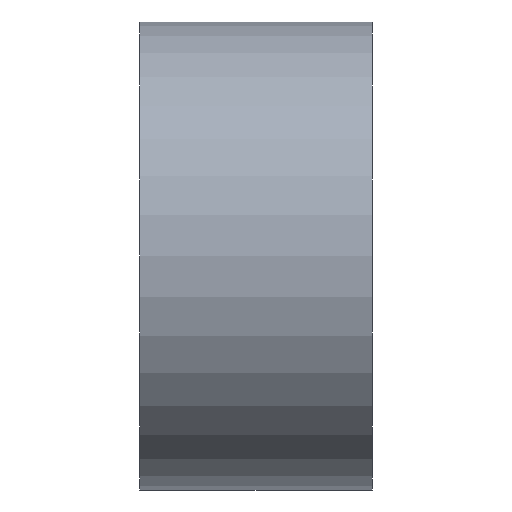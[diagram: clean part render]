
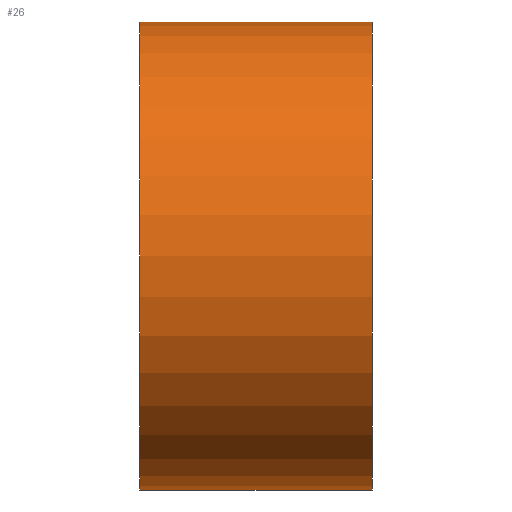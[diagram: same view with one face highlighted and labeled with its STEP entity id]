
A CAD part, front view. The second image highlights one B-rep face of the part: STEP entity #26.
In plain terms, the highlighted cylindrical face has radius 2 mm (diameter 4 mm), a partial arc.
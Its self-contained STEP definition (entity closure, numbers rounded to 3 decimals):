
#6 = VERTEX_POINT ( 'NONE', #49 ) ;
#9 = VERTEX_POINT ( 'NONE', #87 ) ;
#10 = CARTESIAN_POINT ( 'NONE',  ( 10.612, 6.522, 2. ) ) ;
#11 = EDGE_CURVE ( 'NONE', #176, #22, #38, .T. ) ;
#14 = DIRECTION ( 'NONE',  ( -1., 0., 0. ) ) ;
#22 = VERTEX_POINT ( 'NONE', #64 ) ;
#26 = ADVANCED_FACE ( 'NONE', ( #192 ), #44, .T. ) ;
#29 = VERTEX_POINT ( 'NONE', #133 ) ;
#30 = DIRECTION ( 'NONE',  ( -1., 0., 0. ) ) ;
#33 = CARTESIAN_POINT ( 'NONE',  ( 11.021, 6.522, 0. ) ) ;
#38 = CIRCLE ( 'NONE', #182, 2. ) ;
#44 = CYLINDRICAL_SURFACE ( 'NONE', #191, 2. ) ;
#45 = EDGE_CURVE ( 'NONE', #176, #9, #141, .T. ) ;
#49 = CARTESIAN_POINT ( 'NONE',  ( 11.021, 6.522, 2. ) ) ;
#62 = AXIS2_PLACEMENT_3D ( 'NONE', #33, #14, #177 ) ;
#64 = CARTESIAN_POINT ( 'NONE',  ( 13.008, 4.522, 0. ) ) ;
#66 = ORIENTED_EDGE ( 'NONE', *, *, #82, .F. ) ;
#67 = DIRECTION ( 'NONE',  ( -1., 0., 0. ) ) ;
#68 = EDGE_CURVE ( 'NONE', #101, #6, #134, .T. ) ;
#69 = CARTESIAN_POINT ( 'NONE',  ( 11.021, 6.522, 0. ) ) ;
#72 = DIRECTION ( 'NONE',  ( 0., 0., 1. ) ) ;
#81 = VECTOR ( 'NONE', #112, 1000. ) ;
#82 = EDGE_CURVE ( 'NONE', #9, #29, #116, .T. ) ;
#84 = EDGE_CURVE ( 'NONE', #29, #6, #206, .T. ) ;
#87 = CARTESIAN_POINT ( 'NONE',  ( 11.021, 6.522, -2. ) ) ;
#88 = DIRECTION ( 'NONE',  ( 0., 0., 1. ) ) ;
#92 = AXIS2_PLACEMENT_3D ( 'NONE', #69, #165, #72 ) ;
#95 = CARTESIAN_POINT ( 'NONE',  ( 13.008, 6.522, 0. ) ) ;
#97 = EDGE_CURVE ( 'NONE', #22, #101, #186, .T. ) ;
#101 = VERTEX_POINT ( 'NONE', #160 ) ;
#103 = ORIENTED_EDGE ( 'NONE', *, *, #97, .T. ) ;
#110 = DIRECTION ( 'NONE',  ( 0., 0., 1. ) ) ;
#112 = DIRECTION ( 'NONE',  ( -1., 0., 0. ) ) ;
#116 = CIRCLE ( 'NONE', #92, 2. ) ;
#123 = CARTESIAN_POINT ( 'NONE',  ( 13.008, 6.522, 0. ) ) ;
#131 = CARTESIAN_POINT ( 'NONE',  ( 10.612, 6.522, 0. ) ) ;
#133 = CARTESIAN_POINT ( 'NONE',  ( 11.021, 4.522, 0. ) ) ;
#134 = LINE ( 'NONE', #10, #81 ) ;
#141 = LINE ( 'NONE', #161, #222 ) ;
#156 = ORIENTED_EDGE ( 'NONE', *, *, #45, .F. ) ;
#158 = ORIENTED_EDGE ( 'NONE', *, *, #68, .T. ) ;
#160 = CARTESIAN_POINT ( 'NONE',  ( 13.008, 6.522, 2. ) ) ;
#161 = CARTESIAN_POINT ( 'NONE',  ( 10.612, 6.522, -2. ) ) ;
#165 = DIRECTION ( 'NONE',  ( -1., 0., 0. ) ) ;
#176 = VERTEX_POINT ( 'NONE', #198 ) ;
#177 = DIRECTION ( 'NONE',  ( 0., 0., 1. ) ) ;
#178 = DIRECTION ( 'NONE',  ( 0., 0., 1. ) ) ;
#180 = EDGE_LOOP ( 'NONE', ( #156, #193, #103, #158, #217, #66 ) ) ;
#182 = AXIS2_PLACEMENT_3D ( 'NONE', #123, #67, #88 ) ;
#186 = CIRCLE ( 'NONE', #203, 2. ) ;
#191 = AXIS2_PLACEMENT_3D ( 'NONE', #131, #30, #178 ) ;
#192 = FACE_OUTER_BOUND ( 'NONE', #180, .T. ) ;
#193 = ORIENTED_EDGE ( 'NONE', *, *, #11, .T. ) ;
#195 = DIRECTION ( 'NONE',  ( -1., 0., 0. ) ) ;
#198 = CARTESIAN_POINT ( 'NONE',  ( 13.008, 6.522, -2. ) ) ;
#203 = AXIS2_PLACEMENT_3D ( 'NONE', #95, #195, #110 ) ;
#206 = CIRCLE ( 'NONE', #62, 2. ) ;
#217 = ORIENTED_EDGE ( 'NONE', *, *, #84, .F. ) ;
#222 = VECTOR ( 'NONE', #226, 1000. ) ;
#226 = DIRECTION ( 'NONE',  ( -1., 0., 0. ) ) ;
